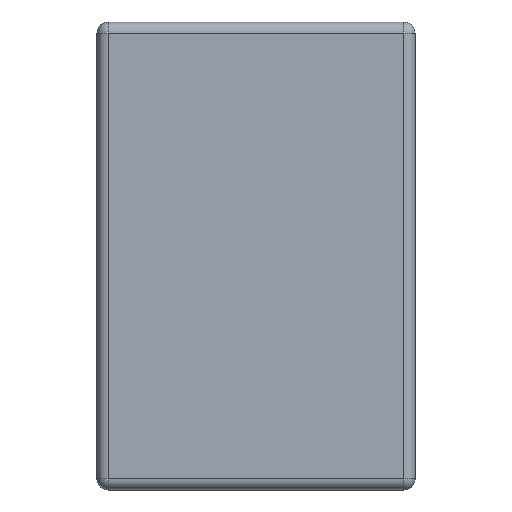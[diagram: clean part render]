
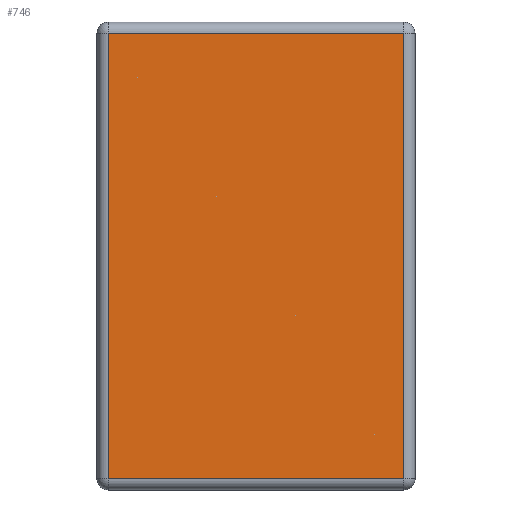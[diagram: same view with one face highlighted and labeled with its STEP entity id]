
A CAD part, left-side view. The second image highlights one B-rep face of the part: STEP entity #746.
In plain terms, the highlighted planar face has unit normal (-1, 0, 0).
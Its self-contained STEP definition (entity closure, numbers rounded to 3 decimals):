
#476=DIRECTION('',(0.,0.,1.));
#477=VECTOR('',#476,1.19);
#478=CARTESIAN_POINT('',(-1.,0.82,-0.595));
#479=LINE('',#478,#477);
#480=DIRECTION('',(0.,-1.,0.));
#481=VECTOR('',#480,0.79);
#482=CARTESIAN_POINT('',(-1.,0.82,0.595));
#483=LINE('',#482,#481);
#484=DIRECTION('',(0.,0.,-1.));
#485=VECTOR('',#484,1.19);
#486=CARTESIAN_POINT('',(-1.,0.03,0.595));
#487=LINE('',#486,#485);
#488=DIRECTION('',(0.,-1.,0.));
#489=VECTOR('',#488,0.79);
#490=CARTESIAN_POINT('',(-1.,0.82,-0.595));
#491=LINE('',#490,#489);
#568=CARTESIAN_POINT('',(-1.,0.82,-0.595));
#569=CARTESIAN_POINT('',(-1.,0.82,0.595));
#570=VERTEX_POINT('',#568);
#571=VERTEX_POINT('',#569);
#584=CARTESIAN_POINT('',(-1.,0.03,0.595));
#585=VERTEX_POINT('',#584);
#592=CARTESIAN_POINT('',(-1.,0.03,-0.595));
#593=VERTEX_POINT('',#592);
#732=CARTESIAN_POINT('',(-1.,0.,-0.625));
#733=DIRECTION('',(-1.,0.,0.));
#734=DIRECTION('',(0.,0.,1.));
#735=AXIS2_PLACEMENT_3D('',#732,#733,#734);
#736=PLANE('',#735);
#738=ORIENTED_EDGE('',*,*,#737,.T.);
#740=ORIENTED_EDGE('',*,*,#739,.T.);
#741=ORIENTED_EDGE('',*,*,#722,.T.);
#743=ORIENTED_EDGE('',*,*,#742,.F.);
#744=EDGE_LOOP('',(#738,#740,#741,#743));
#745=FACE_OUTER_BOUND('',#744,.F.);
#722=EDGE_CURVE('',#585,#593,#487,.T.);
#737=EDGE_CURVE('',#570,#571,#479,.T.);
#739=EDGE_CURVE('',#571,#585,#483,.T.);
#742=EDGE_CURVE('',#570,#593,#491,.T.);
#746=ADVANCED_FACE('',(#745),#736,.T.);
